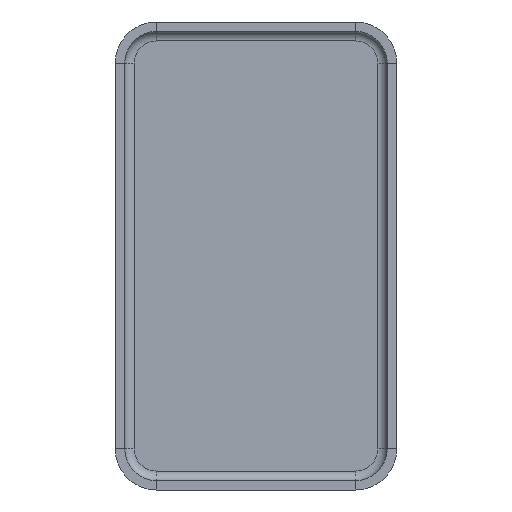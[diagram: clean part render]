
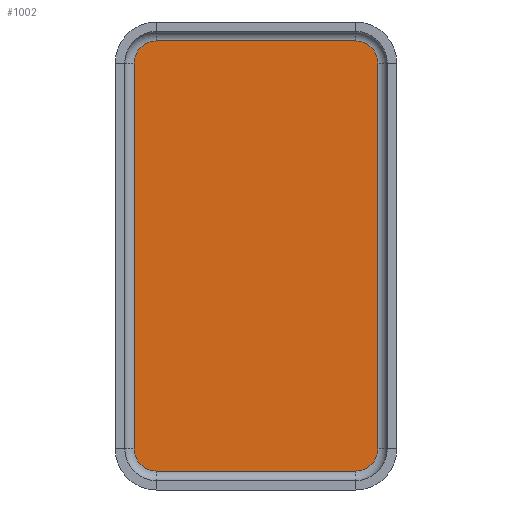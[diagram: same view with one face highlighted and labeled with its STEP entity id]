
A CAD part, front view. The second image highlights one B-rep face of the part: STEP entity #1002.
In plain terms, the highlighted planar face has unit normal (0, -1, 0).
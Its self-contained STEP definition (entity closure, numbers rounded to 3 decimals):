
#44 = AXIS2_PLACEMENT_3D ( 'NONE', #372, #381, #1003 ) ;
#54 = VERTEX_POINT ( 'NONE', #816 ) ;
#60 = CARTESIAN_POINT ( 'NONE',  ( -3.15, -0.3, 6.1 ) ) ;
#91 = EDGE_CURVE ( 'NONE', #436, #794, #1127, .T. ) ;
#105 = LINE ( 'NONE', #708, #789 ) ;
#111 = VERTEX_POINT ( 'NONE', #134 ) ;
#125 = AXIS2_PLACEMENT_3D ( 'NONE', #1010, #303, #844 ) ;
#128 = ORIENTED_EDGE ( 'NONE', *, *, #583, .F. ) ;
#134 = CARTESIAN_POINT ( 'NONE',  ( -3.85, -0.3, 6.1 ) ) ;
#141 = CARTESIAN_POINT ( 'NONE',  ( 3.15, -0.3, 6.1 ) ) ;
#170 = EDGE_CURVE ( 'NONE', #111, #258, #887, .T. ) ;
#198 = VERTEX_POINT ( 'NONE', #618 ) ;
#204 = EDGE_LOOP ( 'NONE', ( #936, #831, #924, #1064, #942, #1028, #128, #317 ) ) ;
#251 = CIRCLE ( 'NONE', #44, 0.7 ) ;
#258 = VERTEX_POINT ( 'NONE', #360 ) ;
#275 = CARTESIAN_POINT ( 'NONE',  ( -3.15, -0.3, -6.8 ) ) ;
#303 = DIRECTION ( 'NONE',  ( 0., 1., 0. ) ) ;
#308 = CARTESIAN_POINT ( 'NONE',  ( 3.85, -0.3, 6.1 ) ) ;
#317 = ORIENTED_EDGE ( 'NONE', *, *, #375, .F. ) ;
#324 = DIRECTION ( 'NONE',  ( 0., 0., 1. ) ) ;
#348 = CARTESIAN_POINT ( 'NONE',  ( 3.85, -0.3, 6.1 ) ) ;
#360 = CARTESIAN_POINT ( 'NONE',  ( -3.15, -0.3, 6.8 ) ) ;
#372 = CARTESIAN_POINT ( 'NONE',  ( 3.15, -0.3, -6.1 ) ) ;
#375 = EDGE_CURVE ( 'NONE', #794, #54, #1101, .T. ) ;
#381 = DIRECTION ( 'NONE',  ( 0., 1., 0. ) ) ;
#436 = VERTEX_POINT ( 'NONE', #619 ) ;
#459 = EDGE_CURVE ( 'NONE', #258, #436, #105, .T. ) ;
#479 = AXIS2_PLACEMENT_3D ( 'NONE', #60, #693, #970 ) ;
#480 = FACE_OUTER_BOUND ( 'NONE', #204, .T. ) ;
#566 = CARTESIAN_POINT ( 'NONE',  ( 3.15, -0.3, -6.8 ) ) ;
#583 = EDGE_CURVE ( 'NONE', #54, #784, #251, .T. ) ;
#618 = CARTESIAN_POINT ( 'NONE',  ( -3.85, -0.3, -6.1 ) ) ;
#619 = CARTESIAN_POINT ( 'NONE',  ( 3.15, -0.3, 6.8 ) ) ;
#651 = AXIS2_PLACEMENT_3D ( 'NONE', #1175, #901, #725 ) ;
#679 = EDGE_CURVE ( 'NONE', #784, #947, #707, .T. ) ;
#693 = DIRECTION ( 'NONE',  ( 0., 1., 0. ) ) ;
#707 = LINE ( 'NONE', #1015, #926 ) ;
#708 = CARTESIAN_POINT ( 'NONE',  ( -3.15, -0.3, 6.8 ) ) ;
#725 = DIRECTION ( 'NONE',  ( 0., 0., -1. ) ) ;
#759 = EDGE_CURVE ( 'NONE', #947, #198, #968, .T. ) ;
#769 = DIRECTION ( 'NONE',  ( 0., 0., 1. ) ) ;
#784 = VERTEX_POINT ( 'NONE', #566 ) ;
#789 = VECTOR ( 'NONE', #1048, 1000. ) ;
#794 = VERTEX_POINT ( 'NONE', #308 ) ;
#816 = CARTESIAN_POINT ( 'NONE',  ( 3.85, -0.3, -6.1 ) ) ;
#831 = ORIENTED_EDGE ( 'NONE', *, *, #459, .F. ) ;
#844 = DIRECTION ( 'NONE',  ( 0., 0., 1. ) ) ;
#864 = VECTOR ( 'NONE', #324, 1000. ) ;
#887 = CIRCLE ( 'NONE', #479, 0.7 ) ;
#901 = DIRECTION ( 'NONE',  ( 0., -1., 0. ) ) ;
#924 = ORIENTED_EDGE ( 'NONE', *, *, #170, .F. ) ;
#926 = VECTOR ( 'NONE', #1099, 1000. ) ;
#929 = EDGE_CURVE ( 'NONE', #198, #111, #961, .T. ) ;
#936 = ORIENTED_EDGE ( 'NONE', *, *, #91, .F. ) ;
#942 = ORIENTED_EDGE ( 'NONE', *, *, #759, .F. ) ;
#947 = VERTEX_POINT ( 'NONE', #275 ) ;
#950 = DIRECTION ( 'NONE',  ( 0., 1., 0. ) ) ;
#961 = LINE ( 'NONE', #1116, #864 ) ;
#964 = AXIS2_PLACEMENT_3D ( 'NONE', #141, #950, #769 ) ;
#968 = CIRCLE ( 'NONE', #125, 0.7 ) ;
#970 = DIRECTION ( 'NONE',  ( 0., 0., 1. ) ) ;
#987 = PLANE ( 'NONE',  #651 ) ;
#1002 = ADVANCED_FACE ( 'NONE', ( #480 ), #987, .T. ) ;
#1003 = DIRECTION ( 'NONE',  ( 0., 0., 1. ) ) ;
#1010 = CARTESIAN_POINT ( 'NONE',  ( -3.15, -0.3, -6.1 ) ) ;
#1015 = CARTESIAN_POINT ( 'NONE',  ( 3.15, -0.3, -6.8 ) ) ;
#1028 = ORIENTED_EDGE ( 'NONE', *, *, #679, .F. ) ;
#1048 = DIRECTION ( 'NONE',  ( 1., 0., 0. ) ) ;
#1052 = DIRECTION ( 'NONE',  ( 0., 0., -1. ) ) ;
#1064 = ORIENTED_EDGE ( 'NONE', *, *, #929, .F. ) ;
#1070 = VECTOR ( 'NONE', #1052, 1000. ) ;
#1099 = DIRECTION ( 'NONE',  ( -1., 0., 0. ) ) ;
#1101 = LINE ( 'NONE', #348, #1070 ) ;
#1116 = CARTESIAN_POINT ( 'NONE',  ( -3.85, -0.3, -6.1 ) ) ;
#1127 = CIRCLE ( 'NONE', #964, 0.7 ) ;
#1175 = CARTESIAN_POINT ( 'NONE',  ( 3.15, -0.3, 6.1 ) ) ;
